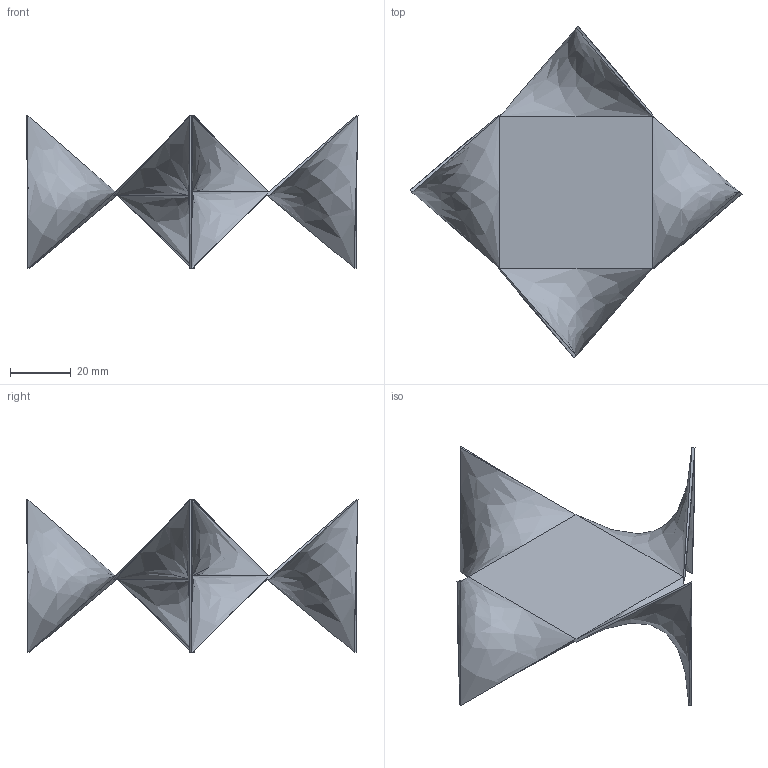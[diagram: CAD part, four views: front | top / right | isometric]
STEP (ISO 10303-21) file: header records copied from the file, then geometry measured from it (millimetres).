
FILE_DESCRIPTION(/* description */ (''),/* implementation_level */ '2;1');
FILE_NAME(/* name */ 'feexture test v2.step',/* time_stamp */ '2024-05-04T12:22:44+10:00',/* author */ (''),/* organization */ (''),/* preprocessor_version */ 'ST-DEVELOPER v20',/* originating_system */ 'Autodesk Translation Framework v12.20.1.177',/* authorisation */ '');
FILE_SCHEMA (('AUTOMOTIVE_DESIGN { 1 0 10303 214 3 1 1 }'));
Length unit declared in the file: millimetre
Products named in the file (1): feexture test
Bounding box: 109.19 x 109.19 x 50 mm (x, y, z)
Volume: 7984.2 mm3; surface area: 24496.4 mm2
Topology: 1 solids, 2 shells, 27 faces, 80 edges, 56 vertices
Faces by surface type: bspline 24, plane 3
Entity records: 1759 total; most frequent: CARTESIAN_POINT 1139, ORIENTED_EDGE 148, EDGE_CURVE 80, VERTEX_POINT 56, DIRECTION 56, LINE 48, VECTOR 48, B_SPLINE_CURVE_WITH_KNOTS 32
